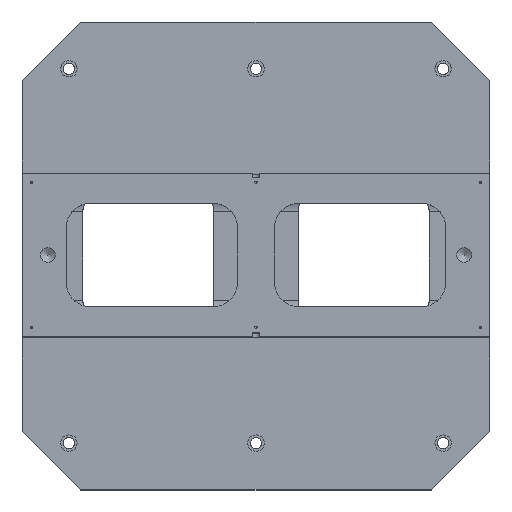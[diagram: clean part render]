
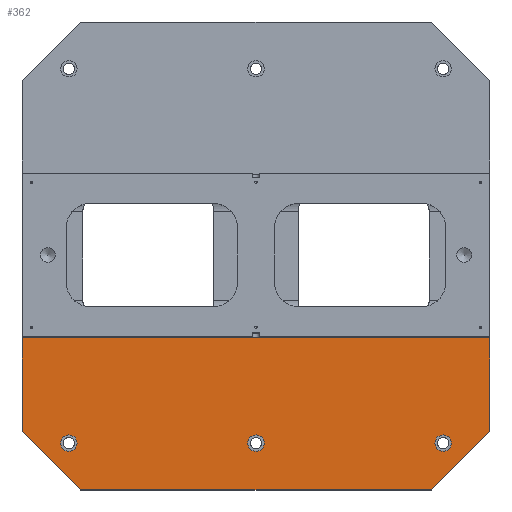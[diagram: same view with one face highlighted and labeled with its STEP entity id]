
A CAD part, top view. The second image highlights one B-rep face of the part: STEP entity #362.
In plain terms, the highlighted planar face has unit normal (0, 0, 1).
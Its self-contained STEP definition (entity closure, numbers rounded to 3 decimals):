
#362 = ADVANCED_FACE( '', ( #1354, #1355, #1356, #1357 ), #1358, .T. );
#1354 = FACE_BOUND( '', #2703, .T. );
#1355 = FACE_BOUND( '', #2704, .T. );
#1356 = FACE_BOUND( '', #2705, .T. );
#1357 = FACE_OUTER_BOUND( '', #2706, .T. );
#1358 = PLANE( '', #2707 );
#2703 = EDGE_LOOP( '', ( #6029 ) );
#2704 = EDGE_LOOP( '', ( #6030 ) );
#2705 = EDGE_LOOP( '', ( #6031 ) );
#2706 = EDGE_LOOP( '', ( #6032, #6033, #6034, #6035, #6036, #6037 ) );
#2707 = AXIS2_PLACEMENT_3D( '', #6038, #6039, #6040 );
#6029 = ORIENTED_EDGE( '', *, *, #9920, .T. );
#6030 = ORIENTED_EDGE( '', *, *, #9925, .T. );
#6031 = ORIENTED_EDGE( '', *, *, #9928, .T. );
#6032 = ORIENTED_EDGE( '', *, *, #9933, .T. );
#6033 = ORIENTED_EDGE( '', *, *, #9301, .T. );
#6034 = ORIENTED_EDGE( '', *, *, #9702, .T. );
#6035 = ORIENTED_EDGE( '', *, *, #9327, .T. );
#6036 = ORIENTED_EDGE( '', *, *, #9539, .T. );
#6037 = ORIENTED_EDGE( '', *, *, #8781, .T. );
#6038 = CARTESIAN_POINT( '', ( -500., -500., 55. ) );
#6039 = DIRECTION( '', ( 0., 0., 1. ) );
#6040 = DIRECTION( '', ( 1., 0., 0. ) );
#8781 = EDGE_CURVE( '', #10474, #10475, #10476, .F. );
#9301 = EDGE_CURVE( '', #11388, #11389, #11390, .F. );
#9327 = EDGE_CURVE( '', #11441, #11439, #11442, .T. );
#9539 = EDGE_CURVE( '', #11439, #10474, #11846, .T. );
#9702 = EDGE_CURVE( '', #11389, #11441, #12159, .T. );
#9920 = EDGE_CURVE( '', #12487, #12487, #12488, .T. );
#9925 = EDGE_CURVE( '', #12497, #12497, #12498, .T. );
#9928 = EDGE_CURVE( '', #12503, #12503, #12504, .T. );
#9933 = EDGE_CURVE( '', #10475, #11388, #12513, .T. );
#10474 = VERTEX_POINT( '', #13230 );
#10475 = VERTEX_POINT( '', #13231 );
#10476 = LINE( '', #13232, #13233 );
#11388 = VERTEX_POINT( '', #17342 );
#11389 = VERTEX_POINT( '', #17343 );
#11390 = LINE( '', #17344, #17345 );
#11439 = VERTEX_POINT( '', #17414 );
#11441 = VERTEX_POINT( '', #17417 );
#11442 = LINE( '', #17418, #17419 );
#11846 = LINE( '', #18013, #18014 );
#12159 = LINE( '', #18488, #18489 );
#12487 = VERTEX_POINT( '', #19004 );
#12488 = CIRCLE( '', #19005, 17.5 );
#12497 = VERTEX_POINT( '', #19014 );
#12498 = CIRCLE( '', #19015, 17.5 );
#12503 = VERTEX_POINT( '', #19020 );
#12504 = CIRCLE( '', #19021, 17.5 );
#12513 = LINE( '', #19030, #19031 );
#13230 = CARTESIAN_POINT( '', ( -500., -375., 55. ) );
#13231 = CARTESIAN_POINT( '', ( -375., -500., 55. ) );
#13232 = CARTESIAN_POINT( '', ( -437.5, -437.5, 55. ) );
#13233 = VECTOR( '', #20346, 1000. );
#17342 = CARTESIAN_POINT( '', ( 375., -500., 55. ) );
#17343 = CARTESIAN_POINT( '', ( 500., -375., 55. ) );
#17344 = CARTESIAN_POINT( '', ( -62.5, -937.5, 55. ) );
#17345 = VECTOR( '', #21186, 1000. );
#17414 = CARTESIAN_POINT( '', ( -500., -175., 55. ) );
#17417 = CARTESIAN_POINT( '', ( 500., -175., 55. ) );
#17418 = CARTESIAN_POINT( '', ( -500., -175., 55. ) );
#17419 = VECTOR( '', #21220, 1000. );
#18013 = CARTESIAN_POINT( '', ( -500., 500., 55. ) );
#18014 = VECTOR( '', #21474, 1000. );
#18488 = CARTESIAN_POINT( '', ( 500., -500., 55. ) );
#18489 = VECTOR( '', #21639, 1000. );
#19004 = CARTESIAN_POINT( '', ( -400., -417.5, 55. ) );
#19005 = AXIS2_PLACEMENT_3D( '', #21884, #21885, #21886 );
#19014 = CARTESIAN_POINT( '', ( 0., -417.5, 55. ) );
#19015 = AXIS2_PLACEMENT_3D( '', #21899, #21900, #21901 );
#19020 = CARTESIAN_POINT( '', ( 400., -417.5, 55. ) );
#19021 = AXIS2_PLACEMENT_3D( '', #21908, #21909, #21910 );
#19030 = CARTESIAN_POINT( '', ( -500., -500., 55. ) );
#19031 = VECTOR( '', #21923, 1000. );
#20346 = DIRECTION( '', ( -0.707, 0.707, 0. ) );
#21186 = DIRECTION( '', ( -0.707, -0.707, 0. ) );
#21220 = DIRECTION( '', ( -1., 0., 0. ) );
#21474 = DIRECTION( '', ( 0., -1., 0. ) );
#21639 = DIRECTION( '', ( 0., 1., 0. ) );
#21884 = CARTESIAN_POINT( '', ( -400., -400., 55. ) );
#21885 = DIRECTION( '', ( 0., 0., -1. ) );
#21886 = DIRECTION( '', ( 0., -1., 0. ) );
#21899 = CARTESIAN_POINT( '', ( 0., -400., 55. ) );
#21900 = DIRECTION( '', ( 0., 0., -1. ) );
#21901 = DIRECTION( '', ( 0., -1., 0. ) );
#21908 = CARTESIAN_POINT( '', ( 400., -400., 55. ) );
#21909 = DIRECTION( '', ( 0., 0., -1. ) );
#21910 = DIRECTION( '', ( 0., -1., 0. ) );
#21923 = DIRECTION( '', ( 1., 0., 0. ) );
